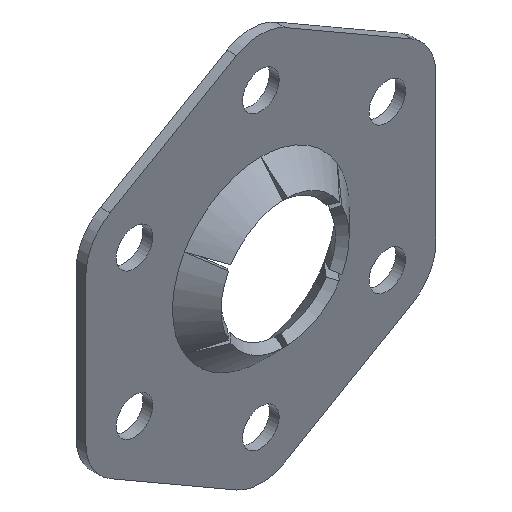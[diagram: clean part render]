
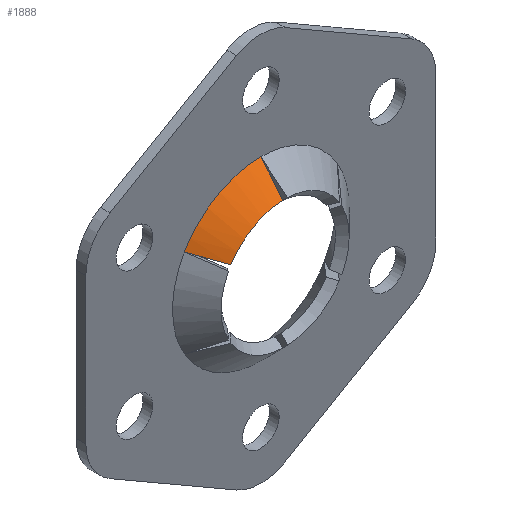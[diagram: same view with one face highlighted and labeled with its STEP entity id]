
A CAD part, isometric view. The second image highlights one B-rep face of the part: STEP entity #1888.
In plain terms, the highlighted free-form (B-spline) face has degree [1, 2] with [2, 3] control points.
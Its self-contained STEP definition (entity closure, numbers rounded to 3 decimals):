
#1254=CARTESIAN_POINT('',(-2.228,-1.4,1.402));
#1255=VERTEX_POINT('',#1254);
#1261=CARTESIAN_POINT('',(-3.146,-0.4,1.816));
#1262=VERTEX_POINT('',#1261);
#1263=CARTESIAN_POINT('',(-2.228,-1.4,1.402));
#1264=CARTESIAN_POINT('',(-2.535,-1.067,1.54));
#1265=CARTESIAN_POINT('',(-2.841,-0.734,1.678));
#1266=CARTESIAN_POINT('',(-3.146,-0.4,1.816));
#1267=QUASI_UNIFORM_CURVE('',3,(#1263,#1264,#1265,#1266),.UNSPECIFIED.,.F.,.U.);
#1268=EDGE_CURVE('',#1255,#1262,#1267,.T.);
#1835=CARTESIAN_POINT('',(0.106,-1.425,2.606));
#1836=CARTESIAN_POINT('',(0.148,-0.374,3.655));
#1837=CARTESIAN_POINT('',(-1.554,-1.425,2.673));
#1838=CARTESIAN_POINT('',(-2.18,-0.374,3.75));
#1839=CARTESIAN_POINT('',(-2.317,-1.425,1.197));
#1840=CARTESIAN_POINT('',(-3.25,-0.374,1.679));
#1848=(BOUNDED_SURFACE()B_SPLINE_SURFACE(1,2,((#1835,#1837,#1839),(#1836,#1838,#1840)),.UNSPECIFIED.,.F.,.F.,.U.)B_SPLINE_SURFACE_WITH_KNOTS((2,2),(3,3),(0.0,1.0),(0.0,4.265),.UNSPECIFIED.)GEOMETRIC_REPRESENTATION_ITEM()RATIONAL_B_SPLINE_SURFACE(((1.0,0.843,1.0),(1.0,0.843,1.0)))REPRESENTATION_ITEM('')SURFACE());
#1849=CARTESIAN_POINT('',(0.,-0.4,3.633));
#1850=VERTEX_POINT('',#1849);
#1851=CARTESIAN_POINT('',(-0.1,-1.4,2.631));
#1852=VERTEX_POINT('',#1851);
#1853=CARTESIAN_POINT('',(0.,-0.4,3.633));
#1854=CARTESIAN_POINT('',(-0.033,-0.734,3.299));
#1855=CARTESIAN_POINT('',(-0.067,-1.067,2.965));
#1856=CARTESIAN_POINT('',(-0.1,-1.4,2.631));
#1857=QUASI_UNIFORM_CURVE('',3,(#1853,#1854,#1855,#1856),.UNSPECIFIED.,.F.,.U.);
#1858=EDGE_CURVE('',#1850,#1852,#1857,.T.);
#1859=ORIENTED_EDGE('',*,*,#1858,.F.);
#1860=CARTESIAN_POINT('',(0.,-0.4,3.633));
#1861=CARTESIAN_POINT('',(-0.168,-0.4,3.633));
#1862=CARTESIAN_POINT('',(-0.515,-0.4,3.609));
#1863=CARTESIAN_POINT('',(-1.088,-0.4,3.485));
#1864=CARTESIAN_POINT('',(-1.66,-0.4,3.253));
#1865=CARTESIAN_POINT('',(-2.139,-0.4,2.95));
#1866=CARTESIAN_POINT('',(-2.48,-0.4,2.663));
#1867=CARTESIAN_POINT('',(-2.818,-0.4,2.314));
#1868=CARTESIAN_POINT('',(-3.027,-0.4,2.022));
#1869=CARTESIAN_POINT('',(-3.146,-0.4,1.816));
#1870=B_SPLINE_CURVE_WITH_KNOTS('',3,(#1860,#1861,#1862,#1863,#1864,#1865,#1866,#1867,#1868,#1869),.UNSPECIFIED.,.F.,.U.,(4,1,1,1,1,1,1,4),(0.,0.505,1.04,1.754,2.348,2.734,3.091,3.804),.UNSPECIFIED.);
#1871=EDGE_CURVE('',#1850,#1262,#1870,.T.);
#1872=ORIENTED_EDGE('',*,*,#1871,.T.);
#1873=ORIENTED_EDGE('',*,*,#1268,.F.);
#1874=CARTESIAN_POINT('',(-0.1,-1.4,2.631));
#1875=CARTESIAN_POINT('',(-0.246,-1.4,2.625));
#1876=CARTESIAN_POINT('',(-0.532,-1.4,2.591));
#1877=CARTESIAN_POINT('',(-0.897,-1.4,2.484));
#1878=CARTESIAN_POINT('',(-1.238,-1.4,2.332));
#1879=CARTESIAN_POINT('',(-1.586,-1.4,2.119));
#1880=CARTESIAN_POINT('',(-1.94,-1.4,1.803));
#1881=CARTESIAN_POINT('',(-2.143,-1.4,1.537));
#1882=CARTESIAN_POINT('',(-2.228,-1.4,1.402));
#1883=B_SPLINE_CURVE_WITH_KNOTS('',3,(#1874,#1875,#1876,#1877,#1878,#1879,#1880,#1881,#1882),.UNSPECIFIED.,.F.,.U.,(4,1,1,1,1,1,4),(0.,0.439,0.859,1.139,1.558,2.078,2.557),.UNSPECIFIED.);
#1884=EDGE_CURVE('',#1852,#1255,#1883,.T.);
#1885=ORIENTED_EDGE('',*,*,#1884,.F.);
#1886=EDGE_LOOP('',(#1859,#1872,#1873,#1885));
#1887=FACE_OUTER_BOUND('',#1886,.T.);
#1888=ADVANCED_FACE('',(#1887),#1848,.T.);
